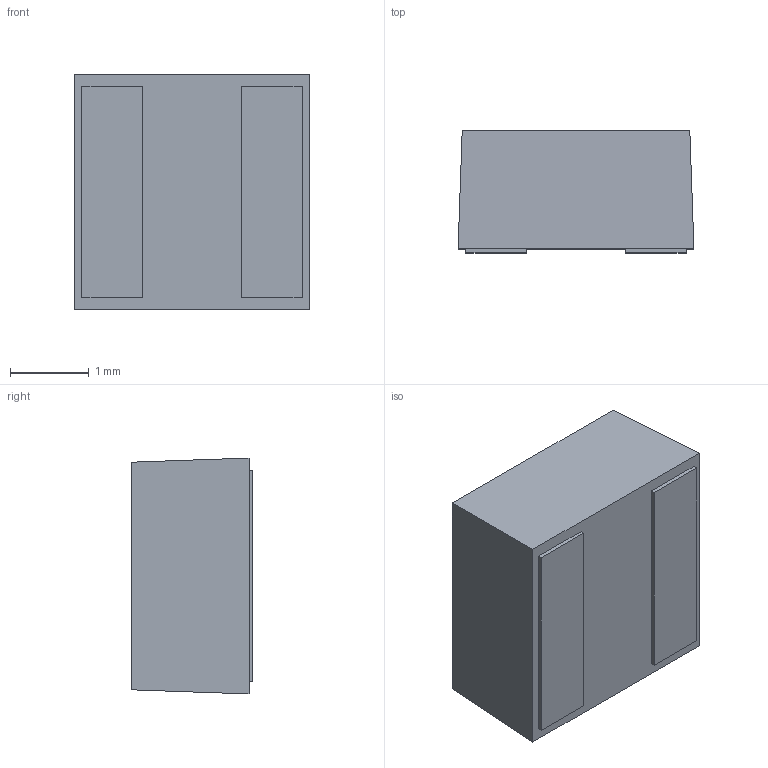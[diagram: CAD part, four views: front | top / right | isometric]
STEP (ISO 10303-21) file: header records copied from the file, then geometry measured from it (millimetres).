
FILE_DESCRIPTION (( 'STEP AP214' ), '1' );
FILE_NAME ('EPL3015-472MLB.STEP', '2020-03-02T02:26:01', ( '' ), ( '' ), 'SwSTEP 2.0', 'SolidWorks 2017', '' );
FILE_SCHEMA (( 'AUTOMOTIVE_DESIGN' ));
Length unit declared in the file: millimetre
Products named in the file (1): EPL3015-472MLB
Bounding box: 3 x 1.55 x 3 mm (x, y, z)
Volume: 13.2 mm3; surface area: 45.3 mm2
Topology: 6 solids, 6 shells, 39 faces, 72 edges, 48 vertices
Faces by surface type: plane 27, cylinder 12
Entity records: 1049 total; most frequent: DIRECTION 176, CARTESIAN_POINT 160, ORIENTED_EDGE 144, EDGE_CURVE 72, AXIS2_PLACEMENT_3D 64, VERTEX_POINT 48, LINE 48, VECTOR 48
